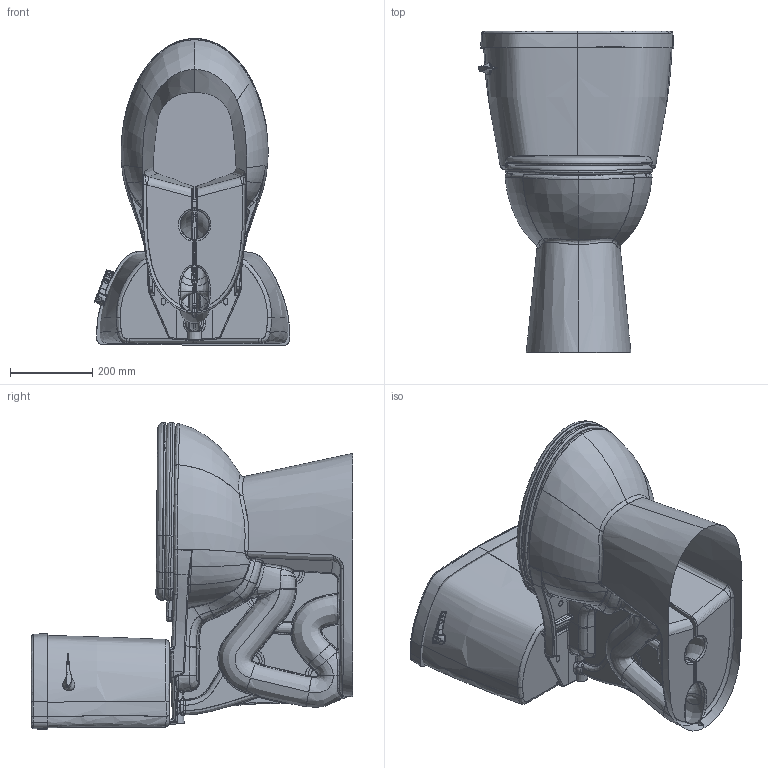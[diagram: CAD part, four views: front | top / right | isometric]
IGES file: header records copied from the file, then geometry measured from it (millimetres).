
Start section: SolidWorks IGES file using analytic representation for surfaces
Global section: file name: Stealth_SFH_EB_N7717&N7717TFH.IGS; native system: SolidWorks 2015; preprocessor: SolidWorks 2015; author: David; date: 160826.160840; units: inch
Bounding box: 473.91 x 780.28 x 745.1 mm (x, y, z)
Surface area: 2453320.1 mm2 (no closed solid volume)
Topology: 0 solids, 0 shells, 1740 faces, 18818 edges, 18806 vertices
Faces by surface type: bspline 1538, revolution 202
